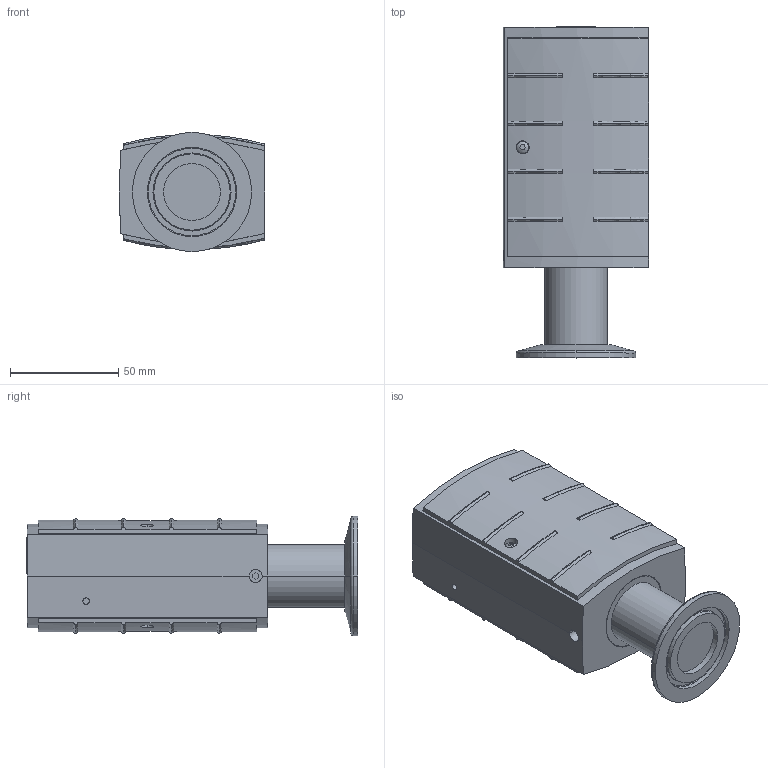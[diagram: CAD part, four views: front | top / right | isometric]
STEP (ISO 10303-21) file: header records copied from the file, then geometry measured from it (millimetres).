
FILE_DESCRIPTION((''),'2;1');
FILE_NAME('IGG27001.stp','2003-07-23T18:18:55',('GELH'),(''),'Autodesk Inventor (R) 6.0','Autodesk Inventor (R) 6.0','');
FILE_SCHEMA(('AUTOMOTIVE_DESIGN { 1 0 10303 214 1 1 1 1 }'));
Length unit declared in the file: millimetre
Products named in the file (1): IGG27001
Bounding box: 67 x 153.1 x 55 mm (x, y, z)
Volume: 128970.7 mm3; surface area: 85640 mm2
Topology: 1 solids, 1 shells, 640 faces, 1751 edges, 1149 vertices
Faces by surface type: plane 399, cylinder 175, torus 40, bspline 14, cone 10, sphere 2
Entity records: 22190 total; most frequent: CARTESIAN_POINT 5594, ORIENTED_EDGE 3498, DIRECTION 3459, EDGE_CURVE 1749, AXIS2_PLACEMENT_3D 1168, VERTEX_POINT 1149, VECTOR 1123, LINE 1123
